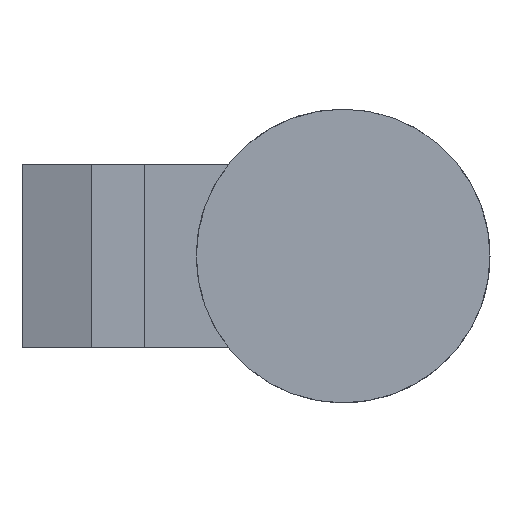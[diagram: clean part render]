
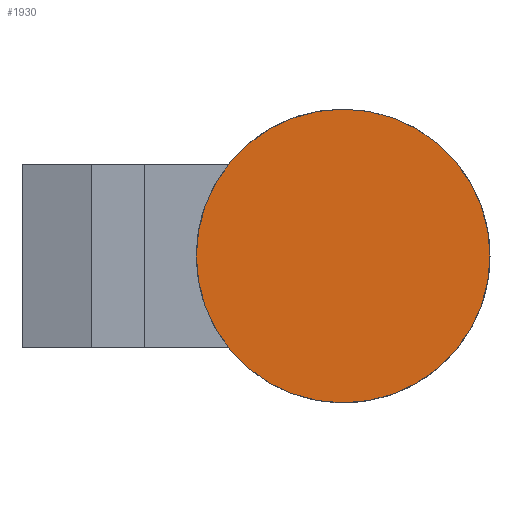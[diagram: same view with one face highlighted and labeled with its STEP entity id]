
A CAD part, left-side view. The second image highlights one B-rep face of the part: STEP entity #1930.
In plain terms, the highlighted planar face has unit normal (-1, 0, 0).
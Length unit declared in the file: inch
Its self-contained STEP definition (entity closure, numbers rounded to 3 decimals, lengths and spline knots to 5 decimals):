
#138=CIRCLE('',#2116,0.15);
#160=FACE_OUTER_BOUND('',#266,.T.);
#266=EDGE_LOOP('',(#1528));
#975=VERTEX_POINT('',#3315);
#1187=EDGE_CURVE('',#975,#975,#138,.T.);
#1528=ORIENTED_EDGE('',*,*,#1187,.T.);
#1856=PLANE('',#2118);
#1930=ADVANCED_FACE('',(#160),#1856,.F.);
#2116=AXIS2_PLACEMENT_3D('',#3317,#2505,#2506);
#2118=AXIS2_PLACEMENT_3D('',#3323,#2511,#2512);
#2505=DIRECTION('center_axis',(-1.,0.,0.));
#2506=DIRECTION('ref_axis',(0.,0.,-1.));
#2511=DIRECTION('center_axis',(1.,0.,0.));
#2512=DIRECTION('ref_axis',(0.,0.,-1.));
#3315=CARTESIAN_POINT('',(29.58012,-0.06162,0.15));
#3317=CARTESIAN_POINT('Origin',(29.58012,-0.06162,0.));
#3323=CARTESIAN_POINT('Origin',(29.58012,-0.06162,0.));
